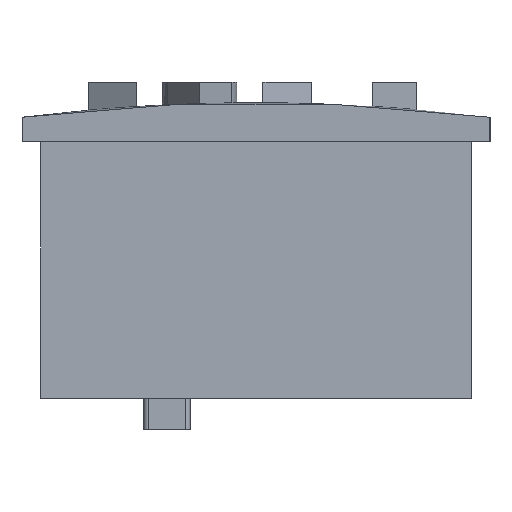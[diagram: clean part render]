
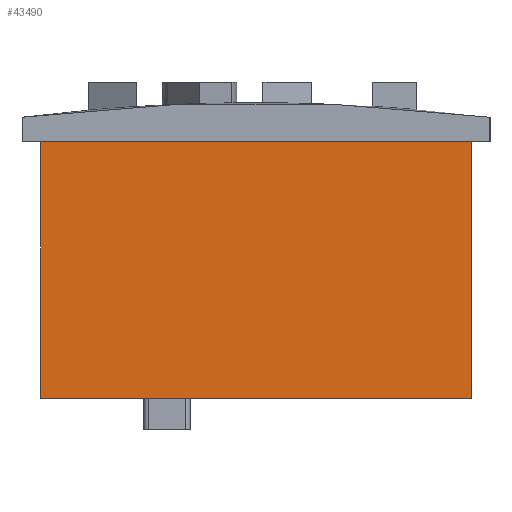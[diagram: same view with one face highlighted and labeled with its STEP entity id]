
A CAD part, left-side view. The second image highlights one B-rep face of the part: STEP entity #43490.
In plain terms, the highlighted planar face has unit normal (-1, 0, 0).
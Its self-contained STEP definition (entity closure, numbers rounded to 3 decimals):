
#60=CARTESIAN_POINT('',(-135.75,86.485,32.355));
#70=DIRECTION('',(0.,-1.,0.));
#80=VECTOR('',#70,1.);
#90=LINE('',#60,#80);
#100=CARTESIAN_POINT('',(-135.75,86.485,32.355));
#110=VERTEX_POINT('',#100);
#120=CARTESIAN_POINT('',(-135.75,40.185,32.355));
#130=VERTEX_POINT('',#120);
#140=EDGE_CURVE('',#110,#130,#90,.T.);
#41080=CARTESIAN_POINT('',(-135.75,40.185,32.355));
#41090=DIRECTION('',(0.,-0.,1.));
#41100=VECTOR('',#41090,1.);
#41110=LINE('',#41080,#41100);
#41120=CARTESIAN_POINT('',(-135.75,40.185,59.955));
#41130=VERTEX_POINT('',#41120);
#41140=EDGE_CURVE('',#130,#41130,#41110,.T.);
#43260=CARTESIAN_POINT('',(-135.75,86.485,32.355));
#43270=DIRECTION('',(1.,0.,-0.));
#43280=DIRECTION('',(0.,1.,0.));
#43290=AXIS2_PLACEMENT_3D('',#43260,#43270,#43280);
#43300=PLANE('',#43290);
#43310=ORIENTED_EDGE('',*,*,#41140,.T.);
#43320=ORIENTED_EDGE('',*,*,#140,.T.);
#43330=CARTESIAN_POINT('',(-135.75,86.485,32.355));
#43340=DIRECTION('',(0.,-0.,1.));
#43350=VECTOR('',#43340,1.);
#43360=LINE('',#43330,#43350);
#43370=CARTESIAN_POINT('',(-135.75,86.485,59.955));
#43380=VERTEX_POINT('',#43370);
#43390=EDGE_CURVE('',#110,#43380,#43360,.T.);
#43400=ORIENTED_EDGE('',*,*,#43390,.F.);
#43410=CARTESIAN_POINT('',(-135.75,63.335,59.955));
#43420=DIRECTION('',(0.,1.,0.));
#43430=VECTOR('',#43420,1.);
#43440=LINE('',#43410,#43430);
#43450=EDGE_CURVE('',#41130,#43380,#43440,.T.);
#43460=ORIENTED_EDGE('',*,*,#43450,.T.);
#43470=EDGE_LOOP('',(#43460,#43400,#43320,#43310));
#43480=FACE_OUTER_BOUND('',#43470,.T.);
#43490=ADVANCED_FACE('',(#43480),#43300,.F.);
